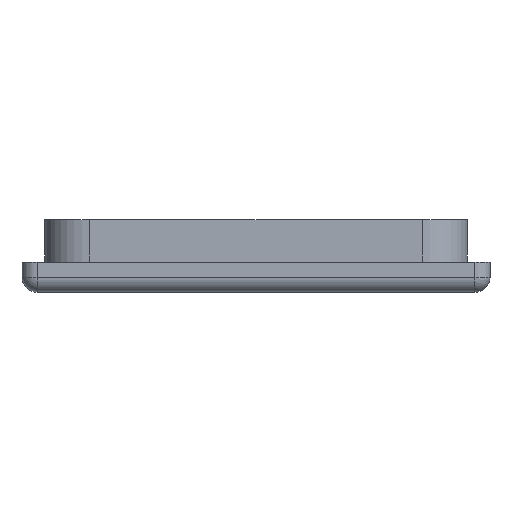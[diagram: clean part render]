
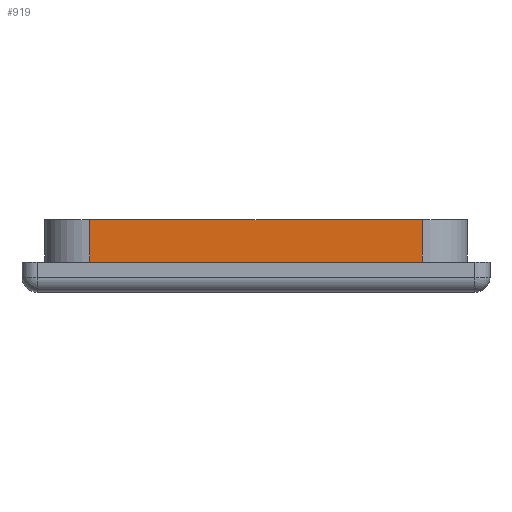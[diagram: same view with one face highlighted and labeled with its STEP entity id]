
A CAD part, left-side view. The second image highlights one B-rep face of the part: STEP entity #919.
In plain terms, the highlighted planar face has unit normal (-1, 0, 0).
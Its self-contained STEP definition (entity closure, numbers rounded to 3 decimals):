
#63=LINE('',#1397,#149);
#99=LINE('',#1507,#185);
#102=LINE('',#1514,#188);
#108=LINE('',#1526,#194);
#149=VECTOR('',#1077,10.);
#185=VECTOR('',#1179,10.);
#188=VECTOR('',#1186,10.);
#194=VECTOR('',#1196,10.);
#233=PLANE('',#1013);
#285=FACE_OUTER_BOUND('',#339,.T.);
#339=EDGE_LOOP('',(#847,#848,#849,#850));
#432=VERTEX_POINT('',#1394);
#433=VERTEX_POINT('',#1396);
#463=VERTEX_POINT('',#1503);
#466=VERTEX_POINT('',#1513);
#518=EDGE_CURVE('',#432,#433,#63,.T.);
#570=EDGE_CURVE('',#433,#463,#99,.T.);
#573=EDGE_CURVE('',#463,#466,#102,.T.);
#580=EDGE_CURVE('',#466,#432,#108,.T.);
#847=ORIENTED_EDGE('',*,*,#570,.F.);
#848=ORIENTED_EDGE('',*,*,#518,.F.);
#849=ORIENTED_EDGE('',*,*,#580,.F.);
#850=ORIENTED_EDGE('',*,*,#573,.F.);
#919=ADVANCED_FACE('',(#285),#233,.T.);
#1013=AXIS2_PLACEMENT_3D('',#1578,#1277,#1278);
#1077=DIRECTION('',(0.,1.,0.));
#1179=DIRECTION('',(0.,0.,1.));
#1186=DIRECTION('',(0.,-1.,0.));
#1196=DIRECTION('',(0.,0.,-1.));
#1277=DIRECTION('center_axis',(-1.,0.,0.));
#1278=DIRECTION('ref_axis',(0.,-1.,0.));
#1394=CARTESIAN_POINT('',(-1.,-49.,-5.7));
#1396=CARTESIAN_POINT('',(-1.,-5.,-5.7));
#1397=CARTESIAN_POINT('',(-1.,-13.,-5.7));
#1503=CARTESIAN_POINT('',(-1.,-5.,-0.1));
#1507=CARTESIAN_POINT('',(-1.,-5.,-5.7));
#1513=CARTESIAN_POINT('',(-1.,-49.,-0.1));
#1514=CARTESIAN_POINT('',(-1.,-55.,-0.1));
#1526=CARTESIAN_POINT('',(-1.,-49.,-5.7));
#1578=CARTESIAN_POINT('Origin',(-1.,1.,-5.7));
